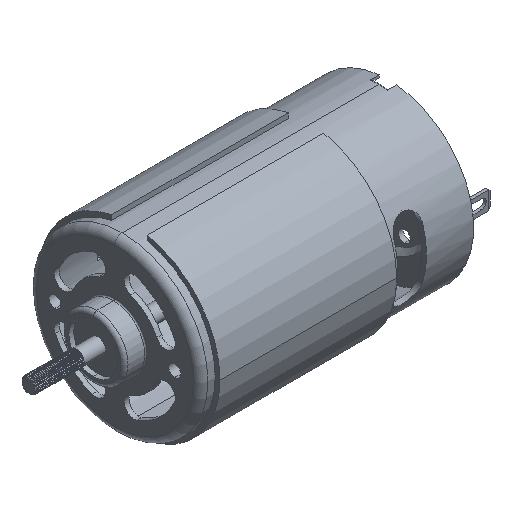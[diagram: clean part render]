
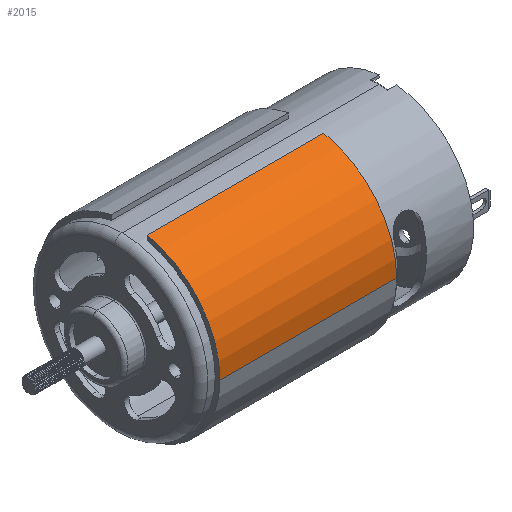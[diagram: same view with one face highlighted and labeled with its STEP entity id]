
A CAD part, isometric view. The second image highlights one B-rep face of the part: STEP entity #2015.
In plain terms, the highlighted cylindrical face has radius 18.916 mm (diameter 37.832 mm), a partial arc.
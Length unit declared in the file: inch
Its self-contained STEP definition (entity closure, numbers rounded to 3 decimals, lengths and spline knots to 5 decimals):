
#96 = LINE ( 'NONE', #6207, #7540 ) ;
#408 = VERTEX_POINT ( 'NONE', #1066 ) ;
#515 = VERTEX_POINT ( 'NONE', #1173 ) ;
#518 = VERTEX_POINT ( 'NONE', #1176 ) ;
#537 = VERTEX_POINT ( 'NONE', #1195 ) ;
#1066 = CARTESIAN_POINT ( 'NONE',  ( 1.452, 0.73047, 0.145 ) ) ;
#1173 = CARTESIAN_POINT ( 'NONE',  ( 1.452, 0., 0.74472 ) ) ;
#1176 = CARTESIAN_POINT ( 'NONE',  ( 0., 0.73047, 0.145 ) ) ;
#1195 = CARTESIAN_POINT ( 'NONE',  ( 0., 0., 0.74472 ) ) ;
#1569 = EDGE_CURVE ( 'NONE', #515, #537, #5584, .T. ) ;
#1591 = EDGE_CURVE ( 'NONE', #408, #515, #7539, .T. ) ;
#1592 = EDGE_CURVE ( 'NONE', #408, #518, #96, .T. ) ;
#1593 = EDGE_CURVE ( 'NONE', #518, #537, #7544, .T. ) ;
#2015 = ADVANCED_FACE ( 'NONE', ( #8184 ), #8187, .T. ) ;
#2525 = EDGE_LOOP ( 'NONE', ( #2952, #2953, #2954, #2955 ) ) ;
#2952 = ORIENTED_EDGE ( 'NONE', *, *, #1569, .F. ) ;
#2953 = ORIENTED_EDGE ( 'NONE', *, *, #1591, .F. ) ;
#2954 = ORIENTED_EDGE ( 'NONE', *, *, #1592, .T. ) ;
#2955 = ORIENTED_EDGE ( 'NONE', *, *, #1593, .T. ) ;
#5584 = LINE ( 'NONE', #6149, #5585 ) ;
#5585 = VECTOR ( 'NONE', #6150, 39.37008 ) ;
#6149 = CARTESIAN_POINT ( 'NONE',  ( 1.452, 0., 0.74472 ) ) ;
#6150 = DIRECTION ( 'NONE',  ( -1., 0., 0. ) ) ;
#6204 = CARTESIAN_POINT ( 'NONE',  ( 1.452, 0., 0. ) ) ;
#6205 = DIRECTION ( 'NONE',  ( 1., 0., 0. ) ) ;
#6206 = DIRECTION ( 'NONE',  ( 0., 0., -1. ) ) ;
#6207 = CARTESIAN_POINT ( 'NONE',  ( 1.452, 0.73047, 0.145 ) ) ;
#6208 = DIRECTION ( 'NONE',  ( -1., 0., 0. ) ) ;
#6209 = CARTESIAN_POINT ( 'NONE',  ( 0., 0., 0. ) ) ;
#6211 = DIRECTION ( 'NONE',  ( 1., 0., 0. ) ) ;
#6212 = DIRECTION ( 'NONE',  ( 0., 0., -1. ) ) ;
#6959 = AXIS2_PLACEMENT_3D ( 'NONE', #6204, #6205, #6206 ) ;
#6970 = AXIS2_PLACEMENT_3D ( 'NONE', #6209, #6211, #6212 ) ;
#7159 = AXIS2_PLACEMENT_3D ( 'NONE', #9180, #9171, #9170 ) ;
#7539 = CIRCLE ( 'NONE', #6959, 0.74472 ) ;
#7540 = VECTOR ( 'NONE', #6208, 39.37008 ) ;
#7544 = CIRCLE ( 'NONE', #6970, 0.74472 ) ;
#8184 = FACE_OUTER_BOUND ( 'NONE', #2525, .T. ) ;
#8187 = CYLINDRICAL_SURFACE ( 'NONE', #7159, 0.74472 ) ;
#9170 = DIRECTION ( 'NONE',  ( 0., 0., 1. ) ) ;
#9171 = DIRECTION ( 'NONE',  ( -1., 0., 0. ) ) ;
#9180 = CARTESIAN_POINT ( 'NONE',  ( 1.452, 0., 0. ) ) ;
